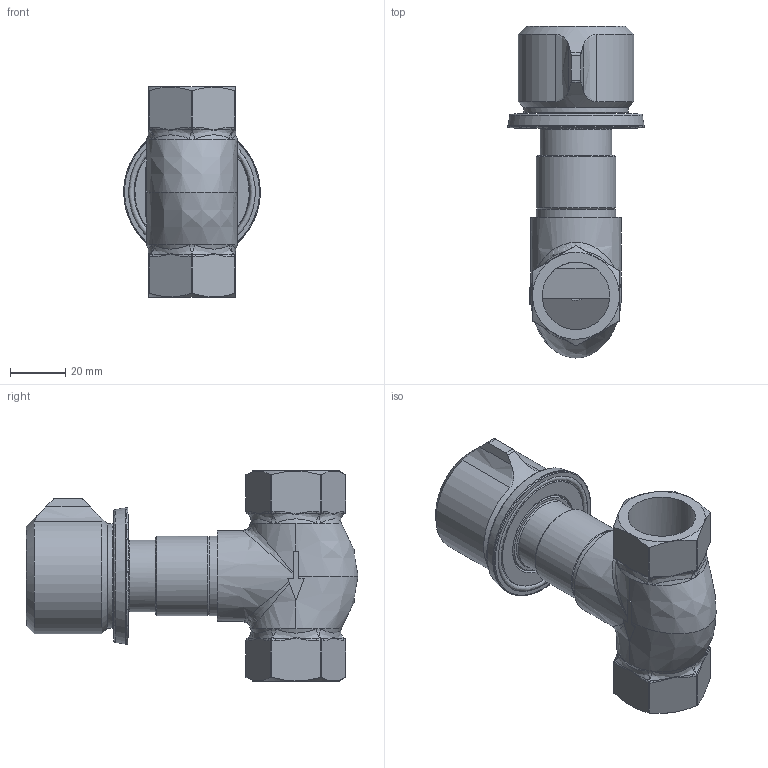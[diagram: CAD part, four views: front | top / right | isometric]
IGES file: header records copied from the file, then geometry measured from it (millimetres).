
Global section: file name: T2007-TCTR; native system: Autodesk Inventor 2020; preprocessor: unknown; author: camerond; date: 20221207.092324; units: millimetre
Bounding box: 49.42 x 120.4 x 76.2 mm (x, y, z)
Volume: 111302.6 mm3; surface area: 60540.7 mm2
Topology: 20 solids, 20 shells, 1442 faces, 4029 edges, 2661 vertices
Faces by surface type: bspline 1442
